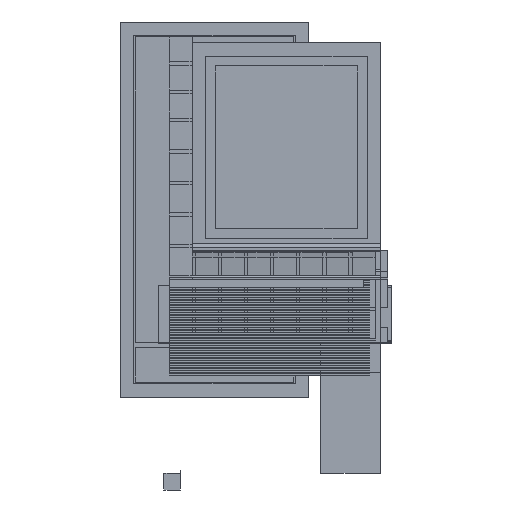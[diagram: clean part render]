
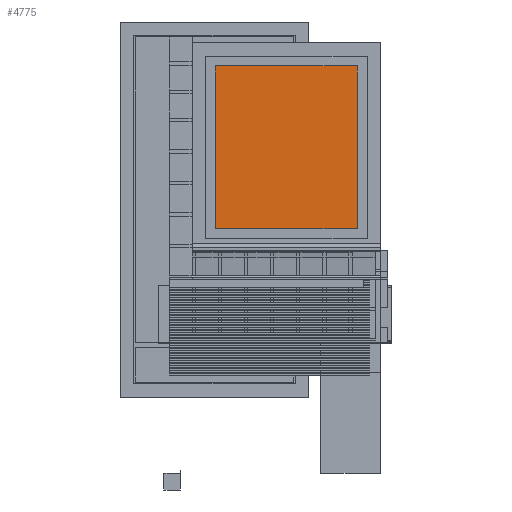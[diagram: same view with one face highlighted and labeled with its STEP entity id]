
A CAD part, left-side view. The second image highlights one B-rep face of the part: STEP entity #4775.
In plain terms, the highlighted planar face has unit normal (-1, 0, 0).
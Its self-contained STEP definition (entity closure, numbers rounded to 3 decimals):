
#4775=ADVANCED_FACE('',(#8576),#8577,.F.);
#8576=FACE_OUTER_BOUND('',#12576,.T.);
#8577=PLANE('',#12577);
#12576=EDGE_LOOP('',(#20863,#20864,#20865,#20866));
#12577=AXIS2_PLACEMENT_3D('',#20867,#20868,#20869);
#20863=ORIENTED_EDGE('',*,*,#24195,.T.);
#20864=ORIENTED_EDGE('',*,*,#23877,.T.);
#20865=ORIENTED_EDGE('',*,*,#24381,.T.);
#20866=ORIENTED_EDGE('',*,*,#21442,.T.);
#20867=CARTESIAN_POINT('',(669.,-577.451,717.5));
#20868=DIRECTION('',(1.0,0.,0.0));
#20869=DIRECTION('',(0.0,0.0,-1.0));
#21442=EDGE_CURVE('',#24891,#24892,#24893,.T.);
#23877=EDGE_CURVE('',#28555,#28556,#28557,.T.);
#24195=EDGE_CURVE('',#24892,#28555,#28923,.T.);
#24381=EDGE_CURVE('',#28556,#24891,#29122,.T.);
#24891=VERTEX_POINT('',#29773);
#24892=VERTEX_POINT('',#29774);
#24893=LINE('',#29775,#29776);
#28555=VERTEX_POINT('',#35139);
#28556=VERTEX_POINT('',#35140);
#28557=LINE('',#35141,#35142);
#28923=LINE('',#35681,#35682);
#29122=LINE('',#35952,#35953);
#29773=CARTESIAN_POINT('',(669.,-49.951,1347.5));
#29774=CARTESIAN_POINT('',(669.,-49.951,717.5));
#29775=CARTESIAN_POINT('',(669.,-49.951,1347.5));
#29776=VECTOR('',#36336,50.0);
#35139=CARTESIAN_POINT('',(669.,-577.451,717.5));
#35140=CARTESIAN_POINT('',(669.,-577.451,1347.5));
#35141=CARTESIAN_POINT('',(669.,-577.451,717.5));
#35142=VECTOR('',#38098,50.0);
#35681=CARTESIAN_POINT('',(669.,-49.951,717.5));
#35682=VECTOR('',#38275,50.0);
#35952=CARTESIAN_POINT('',(669.,-577.451,1347.5));
#35953=VECTOR('',#38347,50.0);
#36336=DIRECTION('',(0.0,0.0,-1.0));
#38098=DIRECTION('',(0.0,0.0,1.0));
#38275=DIRECTION('',(0.,-1.0,0.0));
#38347=DIRECTION('',(0.,1.0,0.0));
